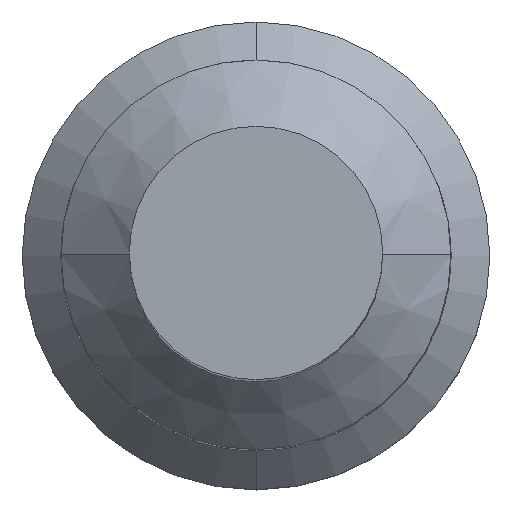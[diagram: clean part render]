
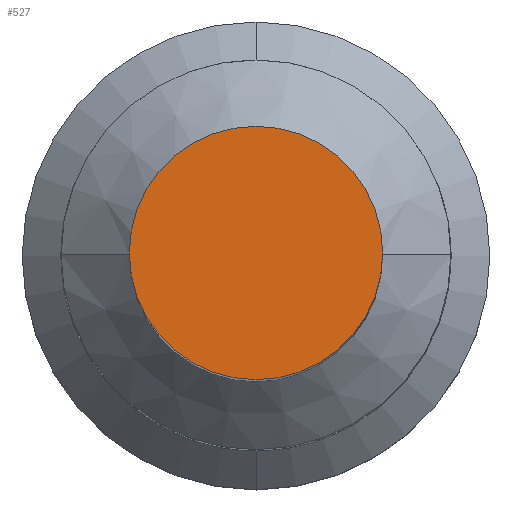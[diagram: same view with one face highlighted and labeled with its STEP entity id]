
A CAD part, top view. The second image highlights one B-rep face of the part: STEP entity #527.
In plain terms, the highlighted planar face has unit normal (0, 0, 1).
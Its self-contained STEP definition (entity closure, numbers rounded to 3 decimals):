
#81=CARTESIAN_POINT('',(0.,0.,25.));
#82=DIRECTION('',(0.,0.,1.));
#83=DIRECTION('',(1.,0.,0.));
#84=AXIS2_PLACEMENT_3D('',#81,#82,#83);
#90=CARTESIAN_POINT('',(0.,0.,25.));
#91=DIRECTION('',(0.,0.,1.));
#92=DIRECTION('',(-1.,0.,0.));
#93=AXIS2_PLACEMENT_3D('',#90,#91,#92);
#476=CARTESIAN_POINT('',(3.25,0.,25.));
#477=CARTESIAN_POINT('',(-3.25,0.,25.));
#478=VERTEX_POINT('',#476);
#479=VERTEX_POINT('',#477);
#516=CARTESIAN_POINT('',(0.,0.,25.));
#517=DIRECTION('',(0.,0.,1.));
#518=DIRECTION('',(1.,0.,0.));
#519=AXIS2_PLACEMENT_3D('',#516,#517,#518);
#520=PLANE('',#519);
#522=ORIENTED_EDGE('',*,*,#521,.F.);
#524=ORIENTED_EDGE('',*,*,#523,.F.);
#525=EDGE_LOOP('',(#522,#524));
#526=FACE_OUTER_BOUND('',#525,.F.);
#527=ADVANCED_FACE('',(#526),#520,.T.);
#85=CIRCLE('',#84,3.25);
#94=CIRCLE('',#93,3.25);
#521=EDGE_CURVE('',#478,#479,#85,.T.);
#523=EDGE_CURVE('',#479,#478,#94,.T.);
